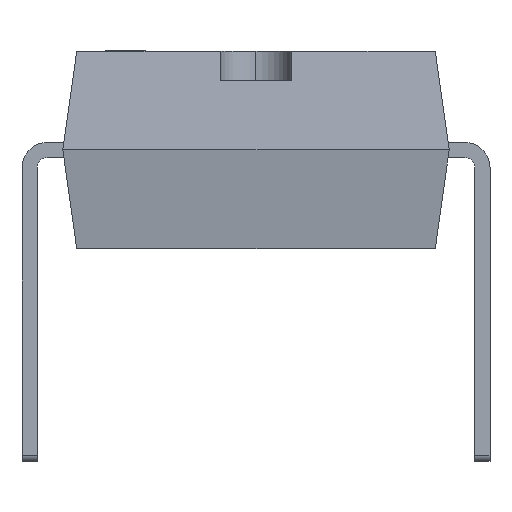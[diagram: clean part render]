
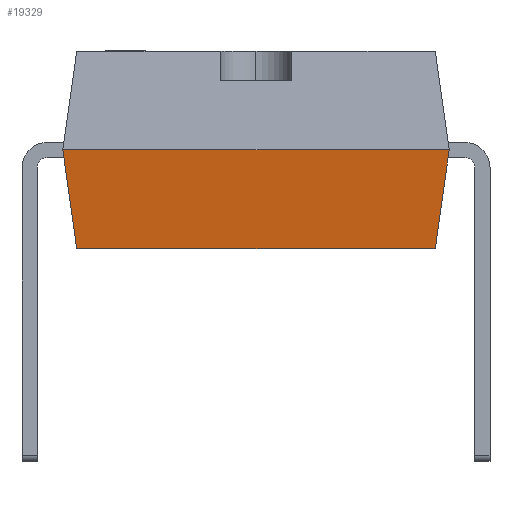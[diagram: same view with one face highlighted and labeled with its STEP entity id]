
A CAD part, left-side view. The second image highlights one B-rep face of the part: STEP entity #19329.
In plain terms, the highlighted planar face has unit normal (-0.99, 0, -0.139).
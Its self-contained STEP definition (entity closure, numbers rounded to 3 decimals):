
#768 = LINE ( 'NONE', #14117, #3377 ) ;
#1228 = DIRECTION ( 'NONE',  ( -0.138, -0.138, 0.981 ) ) ;
#1634 = ORIENTED_EDGE ( 'NONE', *, *, #17749, .F. ) ;
#1763 = AXIS2_PLACEMENT_3D ( 'NONE', #13884, #8548, #5669 ) ;
#2591 = DIRECTION ( 'NONE',  ( -0.138, 0.138, 0.981 ) ) ;
#3143 = VECTOR ( 'NONE', #9800, 1000. ) ;
#3377 = VECTOR ( 'NONE', #2591, 1000. ) ;
#3693 = CARTESIAN_POINT ( 'NONE',  ( -4.767, -3.017, -1.66 ) ) ;
#3766 = ORIENTED_EDGE ( 'NONE', *, *, #11610, .F. ) ;
#4098 = VECTOR ( 'NONE', #1228, 1000. ) ;
#4516 = VERTEX_POINT ( 'NONE', #11650 ) ;
#4703 = ORIENTED_EDGE ( 'NONE', *, *, #8984, .T. ) ;
#4742 = CARTESIAN_POINT ( 'NONE',  ( -5., -3.25, 0. ) ) ;
#4778 = CARTESIAN_POINT ( 'NONE',  ( -4.876, -3.126, -0.879 ) ) ;
#5669 = DIRECTION ( 'NONE',  ( -0.139, 0., 0.99 ) ) ;
#6589 = CARTESIAN_POINT ( 'NONE',  ( -4.767, 0., -1.66 ) ) ;
#7162 = FACE_OUTER_BOUND ( 'NONE', #18009, .T. ) ;
#8285 = ORIENTED_EDGE ( 'NONE', *, *, #20581, .T. ) ;
#8548 = DIRECTION ( 'NONE',  ( -0.99, 0., -0.139 ) ) ;
#8642 = CARTESIAN_POINT ( 'NONE',  ( -5., 3.25, 0. ) ) ;
#8984 = EDGE_CURVE ( 'NONE', #17167, #20641, #12864, .T. ) ;
#9800 = DIRECTION ( 'NONE',  ( 0., -1., 0. ) ) ;
#11610 = EDGE_CURVE ( 'NONE', #4516, #17690, #768, .T. ) ;
#11650 = CARTESIAN_POINT ( 'NONE',  ( -4.767, 3.017, -1.66 ) ) ;
#11739 = CARTESIAN_POINT ( 'NONE',  ( -5., 3.25, 0. ) ) ;
#11829 = VECTOR ( 'NONE', #18786, 1000. ) ;
#12056 = LINE ( 'NONE', #8642, #11829 ) ;
#12864 = LINE ( 'NONE', #4778, #4098 ) ;
#13884 = CARTESIAN_POINT ( 'NONE',  ( -5., 3.25, 0. ) ) ;
#14117 = CARTESIAN_POINT ( 'NONE',  ( -5., 3.25, 0. ) ) ;
#14600 = LINE ( 'NONE', #6589, #3143 ) ;
#17167 = VERTEX_POINT ( 'NONE', #3693 ) ;
#17690 = VERTEX_POINT ( 'NONE', #11739 ) ;
#17749 = EDGE_CURVE ( 'NONE', #17690, #20641, #12056, .T. ) ;
#18009 = EDGE_LOOP ( 'NONE', ( #1634, #3766, #8285, #4703 ) ) ;
#18586 = PLANE ( 'NONE',  #1763 ) ;
#18786 = DIRECTION ( 'NONE',  ( 0., -1., 0. ) ) ;
#19329 = ADVANCED_FACE ( 'NONE', ( #7162 ), #18586, .T. ) ;
#20581 = EDGE_CURVE ( 'NONE', #4516, #17167, #14600, .T. ) ;
#20641 = VERTEX_POINT ( 'NONE', #4742 ) ;
